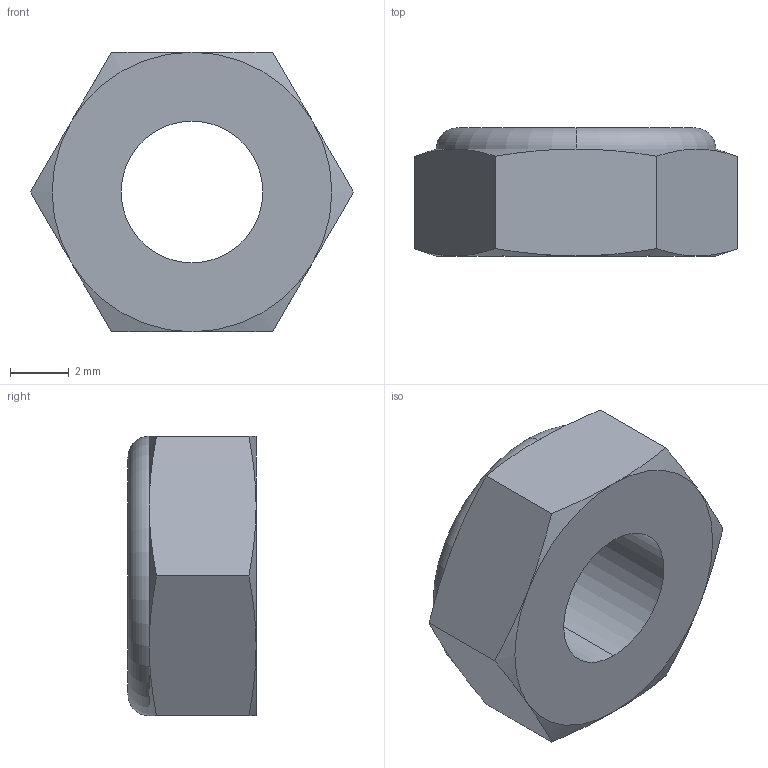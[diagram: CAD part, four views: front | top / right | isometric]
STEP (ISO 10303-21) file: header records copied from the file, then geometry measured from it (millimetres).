
FILE_DESCRIPTION (( 'STEP AP203' ), '1' );
FILE_NAME ('REV-29-1016.STEP', '2017-12-14T17:27:38', ( '' ), ( '' ), 'SwSTEP 2.0', 'SolidWorks 2017', '' );
FILE_SCHEMA (( 'CONFIG_CONTROL_DESIGN' ));
Length unit declared in the file: inch
Products named in the file (1): REV-29-1016
Bounding box: 11 x 4.37 x 9.53 mm (x, y, z)
Volume: 253.4 mm3; surface area: 314.2 mm2
Topology: 1 solids, 1 shells, 24 faces, 52 edges, 30 vertices
Faces by surface type: cone 12, plane 8, cylinder 2, torus 2
Entity records: 759 total; most frequent: CARTESIAN_POINT 187, ORIENTED_EDGE 104, DIRECTION 98, EDGE_CURVE 52, AXIS2_PLACEMENT_3D 45, VERTEX_POINT 30, EDGE_LOOP 26, B_SPLINE_CURVE_WITH_KNOTS 24
